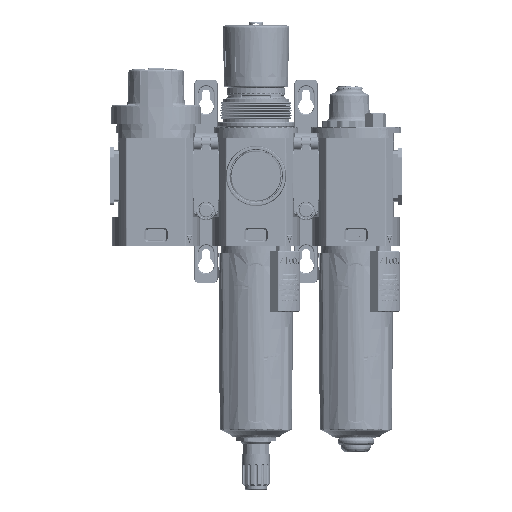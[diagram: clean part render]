
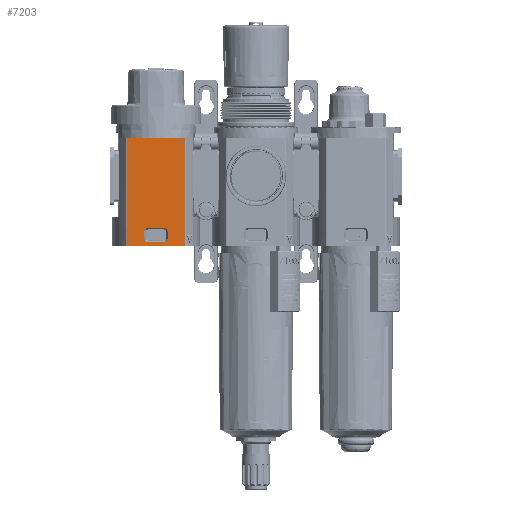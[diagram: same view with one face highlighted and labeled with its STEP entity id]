
A CAD part, top view. The second image highlights one B-rep face of the part: STEP entity #7203.
In plain terms, the highlighted planar face has unit normal (0, 0, 1).
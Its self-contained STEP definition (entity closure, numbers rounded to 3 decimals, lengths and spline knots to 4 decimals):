
#1867 = EDGE_CURVE ( 'NONE', #94079, #172705, #34770, .T. ) ;
#3229 = FACE_OUTER_BOUND ( 'NONE', #93188, .T. ) ;
#5923 = AXIS2_PLACEMENT_3D ( 'NONE', #176837, #149571, #148601 ) ;
#7203 = ADVANCED_FACE ( 'NONE', ( #3229, #121093 ), #43229, .F. ) ;
#7481 = CARTESIAN_POINT ( 'NONE',  ( -0.2309, 0.1449, 1.0236 ) ) ;
#7661 = CARTESIAN_POINT ( 'NONE',  ( -0.5797, 0.0765, 1.0236 ) ) ;
#8146 = DIRECTION ( 'NONE',  ( -1., 0., 0. ) ) ;
#8685 = CARTESIAN_POINT ( 'NONE',  ( 0.5797, 2.1841, 1.0236 ) ) ;
#9164 = ORIENTED_EDGE ( 'NONE', *, *, #1867, .F. ) ;
#9645 = DIRECTION ( 'NONE',  ( 0., -1., 0. ) ) ;
#12210 = ORIENTED_EDGE ( 'NONE', *, *, #15670, .F. ) ;
#12394 = EDGE_CURVE ( 'NONE', #79550, #124621, #42596, .T. ) ;
#14011 = CARTESIAN_POINT ( 'NONE',  ( -0.5797, 2.1841, 1.0236 ) ) ;
#14588 = VECTOR ( 'NONE', #134032, 39.3701 ) ;
#15670 = EDGE_CURVE ( 'NONE', #18661, #79550, #186901, .T. ) ;
#18661 = VERTEX_POINT ( 'NONE', #179661 ) ;
#18725 = ORIENTED_EDGE ( 'NONE', *, *, #133502, .F. ) ;
#24130 = ORIENTED_EDGE ( 'NONE', *, *, #116365, .F. ) ;
#34770 = LINE ( 'NONE', #123403, #76015 ) ;
#35032 = EDGE_CURVE ( 'NONE', #48963, #168981, #96128, .T. ) ;
#36562 = VECTOR ( 'NONE', #9645, 39.3701 ) ;
#36751 = CARTESIAN_POINT ( 'NONE',  ( 0.2309, 0.2984, 1.0236 ) ) ;
#41329 = CARTESIAN_POINT ( 'NONE',  ( 0.2309, 2.1841, 1.0236 ) ) ;
#42596 = LINE ( 'NONE', #85435, #54353 ) ;
#43229 = PLANE ( 'NONE',  #123768 ) ;
#43926 = DIRECTION ( 'NONE',  ( 0., 0., 1. ) ) ;
#47086 = DIRECTION ( 'NONE',  ( -1., 0., 0. ) ) ;
#48963 = VERTEX_POINT ( 'NONE', #65045 ) ;
#51499 = DIRECTION ( 'NONE',  ( 1., 0., 0. ) ) ;
#51851 = ORIENTED_EDGE ( 'NONE', *, *, #35032, .F. ) ;
#51912 = CARTESIAN_POINT ( 'NONE',  ( 0.3865, 2.1652, 1.0236 ) ) ;
#52900 = ORIENTED_EDGE ( 'NONE', *, *, #165431, .F. ) ;
#54353 = VECTOR ( 'NONE', #87375, 39.3701 ) ;
#56279 = DIRECTION ( 'NONE',  ( 0., 0., 1. ) ) ;
#56650 = CARTESIAN_POINT ( 'NONE',  ( -0.1626, 0.0765, 1.0236 ) ) ;
#58343 = CARTESIAN_POINT ( 'NONE',  ( -0.5797, 0., 1.0236 ) ) ;
#59285 = VERTEX_POINT ( 'NONE', #36751 ) ;
#60507 = CIRCLE ( 'NONE', #175609, 0.0683 ) ;
#62579 = VERTEX_POINT ( 'NONE', #56650 ) ;
#65045 = CARTESIAN_POINT ( 'NONE',  ( 0.1626, 0.0765, 1.0236 ) ) ;
#67169 = VERTEX_POINT ( 'NONE', #129988 ) ;
#67436 = CARTESIAN_POINT ( 'NONE',  ( 0.5797, 2.1635, 1.0236 ) ) ;
#69694 = CARTESIAN_POINT ( 'NONE',  ( 0.1626, 0.2984, 1.0236 ) ) ;
#69912 = DIRECTION ( 'NONE',  ( 1., 0., 0. ) ) ;
#76015 = VECTOR ( 'NONE', #77652, 39.3701 ) ;
#77315 = VERTEX_POINT ( 'NONE', #162134 ) ;
#77652 = DIRECTION ( 'NONE',  ( 0., -1., 0. ) ) ;
#78825 = EDGE_CURVE ( 'NONE', #77315, #67169, #159054, .T. ) ;
#78866 = EDGE_LOOP ( 'NONE', ( #123031, #115424, #100175, #105648, #51851, #24130, #123312, #9164 ) ) ;
#79550 = VERTEX_POINT ( 'NONE', #82644 ) ;
#82393 = DIRECTION ( 'NONE',  ( 1., 0., 0. ) ) ;
#82644 = CARTESIAN_POINT ( 'NONE',  ( 0.5797, 0., 1.0236 ) ) ;
#85435 = CARTESIAN_POINT ( 'NONE',  ( -0.5797, 0., 1.0236 ) ) ;
#87375 = DIRECTION ( 'NONE',  ( -1., 0., 0. ) ) ;
#87983 = DIRECTION ( 'NONE',  ( 0., 0., -1. ) ) ;
#90363 = CARTESIAN_POINT ( 'NONE',  ( -0.2309, 0.2984, 1.0236 ) ) ;
#91319 = B_SPLINE_CURVE_WITH_KNOTS ( 'NONE', 3,
 ( #157997, #186279, #125931, #51912, #67436 ),
 .UNSPECIFIED., .F., .F.,
 ( 4, 1, 4 ),
 ( 0., 0.0147, 0.0294 ),
 .UNSPECIFIED. ) ;
#93188 = EDGE_LOOP ( 'NONE', ( #18725, #99878, #12210, #52900 ) ) ;
#93272 = VERTEX_POINT ( 'NONE', #158358 ) ;
#94079 = VERTEX_POINT ( 'NONE', #90363 ) ;
#96128 = CIRCLE ( 'NONE', #167616, 0.0683 ) ;
#99790 = EDGE_CURVE ( 'NONE', #172705, #62579, #181002, .T. ) ;
#99878 = ORIENTED_EDGE ( 'NONE', *, *, #12394, .F. ) ;
#100175 = ORIENTED_EDGE ( 'NONE', *, *, #180849, .F. ) ;
#103317 = DIRECTION ( 'NONE',  ( 1., 0., 0. ) ) ;
#105648 = ORIENTED_EDGE ( 'NONE', *, *, #168203, .F. ) ;
#115424 = ORIENTED_EDGE ( 'NONE', *, *, #78825, .F. ) ;
#116365 = EDGE_CURVE ( 'NONE', #62579, #48963, #128396, .T. ) ;
#119178 = VECTOR ( 'NONE', #190339, 39.3701 ) ;
#120822 = CARTESIAN_POINT ( 'NONE',  ( -0.1626, 0.1449, 1.0236 ) ) ;
#121093 = FACE_BOUND ( 'NONE', #78866, .T. ) ;
#121278 = VECTOR ( 'NONE', #51499, 39.3701 ) ;
#123031 = ORIENTED_EDGE ( 'NONE', *, *, #151261, .F. ) ;
#123312 = ORIENTED_EDGE ( 'NONE', *, *, #99790, .F. ) ;
#123403 = CARTESIAN_POINT ( 'NONE',  ( -0.2309, 2.1841, 1.0236 ) ) ;
#123768 = AXIS2_PLACEMENT_3D ( 'NONE', #14011, #87983, #47086 ) ;
#124621 = VERTEX_POINT ( 'NONE', #58343 ) ;
#125931 = CARTESIAN_POINT ( 'NONE',  ( 0., 2.1672, 1.0236 ) ) ;
#127395 = VECTOR ( 'NONE', #8146, 39.3701 ) ;
#128396 = LINE ( 'NONE', #7661, #121278 ) ;
#129988 = CARTESIAN_POINT ( 'NONE',  ( -0.1626, 0.3668, 1.0236 ) ) ;
#131225 = AXIS2_PLACEMENT_3D ( 'NONE', #120822, #43926, #103317 ) ;
#133099 = CARTESIAN_POINT ( 'NONE',  ( 0.2309, 0.1449, 1.0236 ) ) ;
#133502 = EDGE_CURVE ( 'NONE', #124621, #93272, #164190, .T. ) ;
#134032 = DIRECTION ( 'NONE',  ( 0., 1., 0. ) ) ;
#140607 = CARTESIAN_POINT ( 'NONE',  ( -0.5797, 0.3668, 1.0236 ) ) ;
#146849 = CARTESIAN_POINT ( 'NONE',  ( 0.1626, 0.1449, 1.0236 ) ) ;
#147678 = CARTESIAN_POINT ( 'NONE',  ( -0.5797, 2.1841, 1.0236 ) ) ;
#148601 = DIRECTION ( 'NONE',  ( 1., 0., 0. ) ) ;
#149571 = DIRECTION ( 'NONE',  ( 0., 0., 1. ) ) ;
#151261 = EDGE_CURVE ( 'NONE', #67169, #94079, #155240, .T. ) ;
#155240 = CIRCLE ( 'NONE', #5923, 0.0683 ) ;
#157997 = CARTESIAN_POINT ( 'NONE',  ( -0.5797, 2.1635, 1.0236 ) ) ;
#158358 = CARTESIAN_POINT ( 'NONE',  ( -0.5797, 2.1635, 1.0236 ) ) ;
#159054 = LINE ( 'NONE', #140607, #127395 ) ;
#162134 = CARTESIAN_POINT ( 'NONE',  ( 0.1626, 0.3668, 1.0236 ) ) ;
#164190 = LINE ( 'NONE', #147678, #14588 ) ;
#165431 = EDGE_CURVE ( 'NONE', #93272, #18661, #91319, .T. ) ;
#167616 = AXIS2_PLACEMENT_3D ( 'NONE', #146849, #56279, #69912 ) ;
#168203 = EDGE_CURVE ( 'NONE', #168981, #59285, #192276, .T. ) ;
#168981 = VERTEX_POINT ( 'NONE', #133099 ) ;
#172705 = VERTEX_POINT ( 'NONE', #7481 ) ;
#175609 = AXIS2_PLACEMENT_3D ( 'NONE', #69694, #189505, #82393 ) ;
#176837 = CARTESIAN_POINT ( 'NONE',  ( -0.1626, 0.2984, 1.0236 ) ) ;
#179661 = CARTESIAN_POINT ( 'NONE',  ( 0.5797, 2.1635, 1.0236 ) ) ;
#180849 = EDGE_CURVE ( 'NONE', #59285, #77315, #60507, .T. ) ;
#181002 = CIRCLE ( 'NONE', #131225, 0.0683 ) ;
#186279 = CARTESIAN_POINT ( 'NONE',  ( -0.3865, 2.1652, 1.0236 ) ) ;
#186901 = LINE ( 'NONE', #8685, #36562 ) ;
#189505 = DIRECTION ( 'NONE',  ( 0., 0., 1. ) ) ;
#190339 = DIRECTION ( 'NONE',  ( 0., 1., 0. ) ) ;
#192276 = LINE ( 'NONE', #41329, #119178 ) ;
